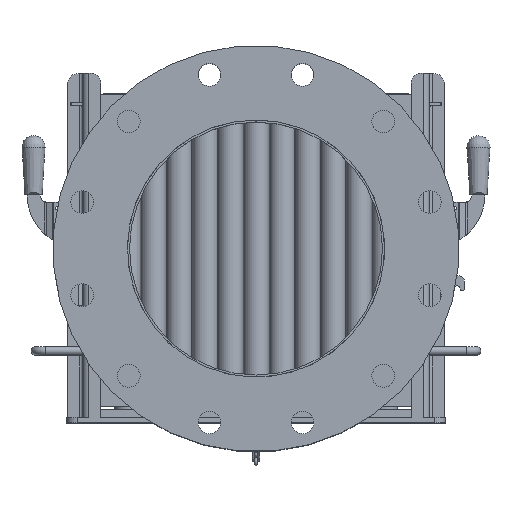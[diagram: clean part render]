
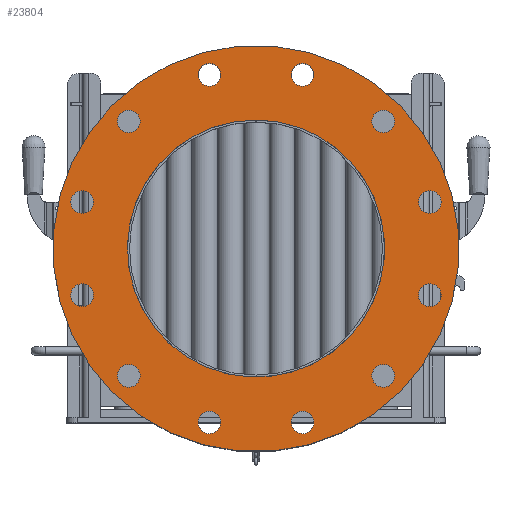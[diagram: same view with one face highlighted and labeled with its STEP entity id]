
A CAD part, top view. The second image highlights one B-rep face of the part: STEP entity #23804.
In plain terms, the highlighted planar face has unit normal (0, 0, 1).
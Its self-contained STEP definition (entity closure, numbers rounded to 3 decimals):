
#4451=PLANE('',#25644);
#5175=FACE_BOUND('',#7588,.T.);
#5176=FACE_BOUND('',#7589,.T.);
#5177=FACE_BOUND('',#7590,.T.);
#5178=FACE_BOUND('',#7591,.T.);
#5179=FACE_BOUND('',#7592,.T.);
#5180=FACE_BOUND('',#7593,.T.);
#5181=FACE_BOUND('',#7594,.T.);
#5182=FACE_BOUND('',#7595,.T.);
#5183=FACE_BOUND('',#7596,.T.);
#5184=FACE_BOUND('',#7597,.T.);
#5185=FACE_BOUND('',#7598,.T.);
#5186=FACE_BOUND('',#7599,.T.);
#5187=FACE_BOUND('',#7600,.T.);
#5893=FACE_OUTER_BOUND('',#7587,.T.);
#7587=EDGE_LOOP('',(#16579));
#7588=EDGE_LOOP('',(#16580));
#7589=EDGE_LOOP('',(#16581));
#7590=EDGE_LOOP('',(#16582));
#7591=EDGE_LOOP('',(#16583));
#7592=EDGE_LOOP('',(#16584));
#7593=EDGE_LOOP('',(#16585));
#7594=EDGE_LOOP('',(#16586));
#7595=EDGE_LOOP('',(#16587));
#7596=EDGE_LOOP('',(#16588));
#7597=EDGE_LOOP('',(#16589));
#7598=EDGE_LOOP('',(#16590));
#7599=EDGE_LOOP('',(#16591));
#7600=EDGE_LOOP('',(#16592));
#9547=CIRCLE('',#25645,197.5);
#9548=CIRCLE('',#25646,11.);
#9549=CIRCLE('',#25647,11.);
#9550=CIRCLE('',#25648,11.);
#9551=CIRCLE('',#25649,11.);
#9552=CIRCLE('',#25650,11.);
#9553=CIRCLE('',#25651,11.);
#9554=CIRCLE('',#25652,11.);
#9555=CIRCLE('',#25653,11.);
#9556=CIRCLE('',#25654,11.);
#9557=CIRCLE('',#25655,11.);
#9558=CIRCLE('',#25656,11.);
#9559=CIRCLE('',#25657,11.);
#9560=CIRCLE('',#25658,125.);
#10838=VERTEX_POINT('',#36196);
#10839=VERTEX_POINT('',#36198);
#10840=VERTEX_POINT('',#36200);
#10841=VERTEX_POINT('',#36202);
#10842=VERTEX_POINT('',#36204);
#10843=VERTEX_POINT('',#36206);
#10844=VERTEX_POINT('',#36208);
#10845=VERTEX_POINT('',#36210);
#10846=VERTEX_POINT('',#36212);
#10847=VERTEX_POINT('',#36214);
#10848=VERTEX_POINT('',#36216);
#10849=VERTEX_POINT('',#36218);
#10850=VERTEX_POINT('',#36220);
#10851=VERTEX_POINT('',#36222);
#13008=EDGE_CURVE('',#10838,#10838,#9547,.T.);
#13009=EDGE_CURVE('',#10839,#10839,#9548,.T.);
#13010=EDGE_CURVE('',#10840,#10840,#9549,.T.);
#13011=EDGE_CURVE('',#10841,#10841,#9550,.T.);
#13012=EDGE_CURVE('',#10842,#10842,#9551,.T.);
#13013=EDGE_CURVE('',#10843,#10843,#9552,.T.);
#13014=EDGE_CURVE('',#10844,#10844,#9553,.T.);
#13015=EDGE_CURVE('',#10845,#10845,#9554,.T.);
#13016=EDGE_CURVE('',#10846,#10846,#9555,.T.);
#13017=EDGE_CURVE('',#10847,#10847,#9556,.T.);
#13018=EDGE_CURVE('',#10848,#10848,#9557,.T.);
#13019=EDGE_CURVE('',#10849,#10849,#9558,.T.);
#13020=EDGE_CURVE('',#10850,#10850,#9559,.T.);
#13021=EDGE_CURVE('',#10851,#10851,#9560,.T.);
#16579=ORIENTED_EDGE('',*,*,#13008,.T.);
#16580=ORIENTED_EDGE('',*,*,#13009,.T.);
#16581=ORIENTED_EDGE('',*,*,#13010,.T.);
#16582=ORIENTED_EDGE('',*,*,#13011,.T.);
#16583=ORIENTED_EDGE('',*,*,#13012,.T.);
#16584=ORIENTED_EDGE('',*,*,#13013,.T.);
#16585=ORIENTED_EDGE('',*,*,#13014,.T.);
#16586=ORIENTED_EDGE('',*,*,#13015,.T.);
#16587=ORIENTED_EDGE('',*,*,#13016,.T.);
#16588=ORIENTED_EDGE('',*,*,#13017,.T.);
#16589=ORIENTED_EDGE('',*,*,#13018,.T.);
#16590=ORIENTED_EDGE('',*,*,#13019,.T.);
#16591=ORIENTED_EDGE('',*,*,#13020,.T.);
#16592=ORIENTED_EDGE('',*,*,#13021,.T.);
#23804=ADVANCED_FACE('',(#5893,#5175,#5176,#5177,#5178,#5179,#5180,#5181,
#5182,#5183,#5184,#5185,#5186,#5187),#4451,.T.);
#25644=AXIS2_PLACEMENT_3D('',#36195,#29056,#29057);
#25645=AXIS2_PLACEMENT_3D('',#36197,#29058,#29059);
#25646=AXIS2_PLACEMENT_3D('',#36199,#29060,#29061);
#25647=AXIS2_PLACEMENT_3D('',#36201,#29062,#29063);
#25648=AXIS2_PLACEMENT_3D('',#36203,#29064,#29065);
#25649=AXIS2_PLACEMENT_3D('',#36205,#29066,#29067);
#25650=AXIS2_PLACEMENT_3D('',#36207,#29068,#29069);
#25651=AXIS2_PLACEMENT_3D('',#36209,#29070,#29071);
#25652=AXIS2_PLACEMENT_3D('',#36211,#29072,#29073);
#25653=AXIS2_PLACEMENT_3D('',#36213,#29074,#29075);
#25654=AXIS2_PLACEMENT_3D('',#36215,#29076,#29077);
#25655=AXIS2_PLACEMENT_3D('',#36217,#29078,#29079);
#25656=AXIS2_PLACEMENT_3D('',#36219,#29080,#29081);
#25657=AXIS2_PLACEMENT_3D('',#36221,#29082,#29083);
#25658=AXIS2_PLACEMENT_3D('',#36223,#29084,#29085);
#29056=DIRECTION('center_axis',(0.,0.,
1.));
#29057=DIRECTION('ref_axis',(-0.966,0.259,0.));
#29058=DIRECTION('center_axis',(0.,0.,
1.));
#29059=DIRECTION('ref_axis',(-0.966,0.259,0.));
#29060=DIRECTION('center_axis',(0.,0.,
-1.));
#29061=DIRECTION('ref_axis',(0.966,-0.259,0.));
#29062=DIRECTION('center_axis',(0.,0.,
-1.));
#29063=DIRECTION('ref_axis',(0.966,-0.259,0.));
#29064=DIRECTION('center_axis',(0.,0.,
-1.));
#29065=DIRECTION('ref_axis',(0.966,-0.259,0.));
#29066=DIRECTION('center_axis',(0.,0.,
-1.));
#29067=DIRECTION('ref_axis',(0.966,-0.259,0.));
#29068=DIRECTION('center_axis',(0.,0.,
-1.));
#29069=DIRECTION('ref_axis',(0.966,-0.259,0.));
#29070=DIRECTION('center_axis',(0.,0.,
-1.));
#29071=DIRECTION('ref_axis',(0.966,-0.259,0.));
#29072=DIRECTION('center_axis',(0.,0.,
-1.));
#29073=DIRECTION('ref_axis',(0.966,-0.259,0.));
#29074=DIRECTION('center_axis',(0.,0.,
-1.));
#29075=DIRECTION('ref_axis',(0.966,-0.259,0.));
#29076=DIRECTION('center_axis',(0.,0.,
-1.));
#29077=DIRECTION('ref_axis',(0.966,-0.259,0.));
#29078=DIRECTION('center_axis',(0.,0.,
-1.));
#29079=DIRECTION('ref_axis',(0.966,-0.259,0.));
#29080=DIRECTION('center_axis',(0.,0.,
-1.));
#29081=DIRECTION('ref_axis',(0.966,-0.259,0.));
#29082=DIRECTION('center_axis',(0.,0.,
-1.));
#29083=DIRECTION('ref_axis',(0.966,-0.259,0.));
#29084=DIRECTION('center_axis',(0.,0.,
-1.));
#29085=DIRECTION('ref_axis',(-0.966,0.259,0.));
#36195=CARTESIAN_POINT('Origin',(0.,0.,
250.));
#36196=CARTESIAN_POINT('',(190.77,-51.117,250.));
#36197=CARTESIAN_POINT('Origin',(0.,0.,
250.));
#36198=CARTESIAN_POINT('',(55.919,-171.884,250.));
#36199=CARTESIAN_POINT('Origin',(45.293,-169.037,250.));
#36200=CARTESIAN_POINT('',(134.369,-126.591,250.));
#36201=CARTESIAN_POINT('Origin',(123.744,-123.744,250.));
#36202=CARTESIAN_POINT('',(179.662,-48.14,250.));
#36203=CARTESIAN_POINT('Origin',(169.037,-45.293,250.));
#36204=CARTESIAN_POINT('',(179.662,42.446,250.));
#36205=CARTESIAN_POINT('Origin',(169.037,45.293,250.));
#36206=CARTESIAN_POINT('',(134.369,120.897,250.));
#36207=CARTESIAN_POINT('Origin',(123.744,123.744,250.));
#36208=CARTESIAN_POINT('',(55.919,166.19,250.));
#36209=CARTESIAN_POINT('Origin',(45.293,169.037,250.));
#36210=CARTESIAN_POINT('',(-34.668,166.19,250.));
#36211=CARTESIAN_POINT('Origin',(-45.293,169.037,250.));
#36212=CARTESIAN_POINT('',(-113.119,120.897,250.));
#36213=CARTESIAN_POINT('Origin',(-123.744,123.744,250.));
#36214=CARTESIAN_POINT('',(-158.412,42.446,250.));
#36215=CARTESIAN_POINT('Origin',(-169.037,45.293,250.));
#36216=CARTESIAN_POINT('',(-158.412,-48.14,250.));
#36217=CARTESIAN_POINT('Origin',(-169.037,-45.293,250.));
#36218=CARTESIAN_POINT('',(-113.119,-126.591,250.));
#36219=CARTESIAN_POINT('Origin',(-123.744,-123.744,250.));
#36220=CARTESIAN_POINT('',(-34.668,-171.884,250.));
#36221=CARTESIAN_POINT('Origin',(-45.293,-169.037,250.));
#36222=CARTESIAN_POINT('',(120.741,-32.352,250.));
#36223=CARTESIAN_POINT('Origin',(0.,0.,
250.));
